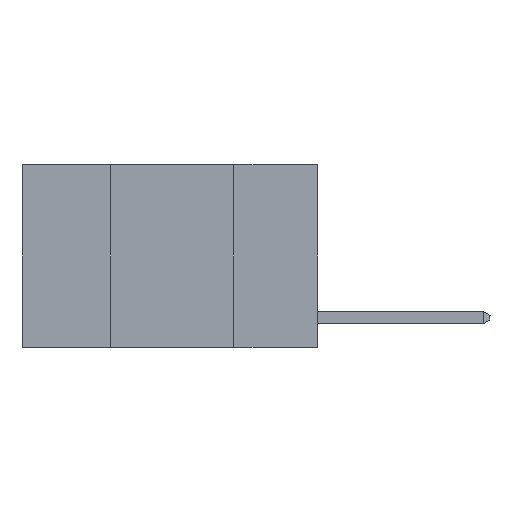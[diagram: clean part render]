
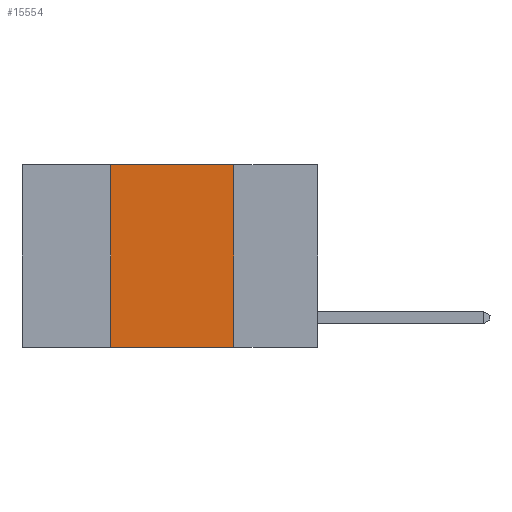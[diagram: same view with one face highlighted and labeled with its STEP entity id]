
A CAD part, left-side view. The second image highlights one B-rep face of the part: STEP entity #15554.
In plain terms, the highlighted planar face has unit normal (-1, 0, 0).
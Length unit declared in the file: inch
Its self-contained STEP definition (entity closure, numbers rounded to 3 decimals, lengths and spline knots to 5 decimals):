
#1067 = CARTESIAN_POINT ( 'NONE',  ( 0., 0.6, 0. ) ) ;
#1245 = CARTESIAN_POINT ( 'NONE',  ( 0., 0.42, 0. ) ) ;
#2072 = LINE ( 'NONE', #7268, #4994 ) ;
#2112 = VERTEX_POINT ( 'NONE', #1245 ) ;
#2167 = EDGE_CURVE ( 'NONE', #20322, #2112, #13820, .T. ) ;
#2189 = DIRECTION ( 'NONE',  ( 0., -1., 0. ) ) ;
#2449 = CARTESIAN_POINT ( 'NONE',  ( 0., 0.17, -0.37 ) ) ;
#3031 = DIRECTION ( 'NONE',  ( 0., 0., -1. ) ) ;
#4403 = CARTESIAN_POINT ( 'NONE',  ( 0., 0.17, 0. ) ) ;
#4422 = VERTEX_POINT ( 'NONE', #2449 ) ;
#4617 = LINE ( 'NONE', #1067, #15746 ) ;
#4740 = EDGE_CURVE ( 'NONE', #20322, #4422, #2072, .T. ) ;
#4790 = PLANE ( 'NONE',  #5970 ) ;
#4994 = VECTOR ( 'NONE', #2189, 39.37008 ) ;
#5359 = VERTEX_POINT ( 'NONE', #4403 ) ;
#5970 = AXIS2_PLACEMENT_3D ( 'NONE', #19128, #17594, #3031 ) ;
#6116 = EDGE_CURVE ( 'NONE', #2112, #5359, #4617, .T. ) ;
#6159 = ORIENTED_EDGE ( 'NONE', *, *, #4740, .T. ) ;
#7020 = CARTESIAN_POINT ( 'NONE',  ( 0., 0.42, 0. ) ) ;
#7268 = CARTESIAN_POINT ( 'NONE',  ( 0., 0.6, -0.37 ) ) ;
#8752 = DIRECTION ( 'NONE',  ( 0., 0., -1. ) ) ;
#8905 = ORIENTED_EDGE ( 'NONE', *, *, #6116, .F. ) ;
#10153 = CARTESIAN_POINT ( 'NONE',  ( 0., 0.17, 0. ) ) ;
#10656 = DIRECTION ( 'NONE',  ( 0., 0., 1. ) ) ;
#11406 = ORIENTED_EDGE ( 'NONE', *, *, #2167, .F. ) ;
#13654 = EDGE_LOOP ( 'NONE', ( #16135, #8905, #11406, #6159 ) ) ;
#13716 = CARTESIAN_POINT ( 'NONE',  ( 0., 0.42, -0.37 ) ) ;
#13820 = LINE ( 'NONE', #7020, #16058 ) ;
#15554 = ADVANCED_FACE ( 'NONE', ( #22657 ), #4790, .F. ) ;
#15621 = DIRECTION ( 'NONE',  ( 0., -1., 0. ) ) ;
#15746 = VECTOR ( 'NONE', #15621, 39.37008 ) ;
#15755 = LINE ( 'NONE', #10153, #21895 ) ;
#16058 = VECTOR ( 'NONE', #10656, 39.37008 ) ;
#16135 = ORIENTED_EDGE ( 'NONE', *, *, #21327, .F. ) ;
#17594 = DIRECTION ( 'NONE',  ( 1., 0., 0. ) ) ;
#19128 = CARTESIAN_POINT ( 'NONE',  ( 0., 0.6, 0. ) ) ;
#20322 = VERTEX_POINT ( 'NONE', #13716 ) ;
#21327 = EDGE_CURVE ( 'NONE', #5359, #4422, #15755, .T. ) ;
#21895 = VECTOR ( 'NONE', #8752, 39.37008 ) ;
#22657 = FACE_OUTER_BOUND ( 'NONE', #13654, .T. ) ;
